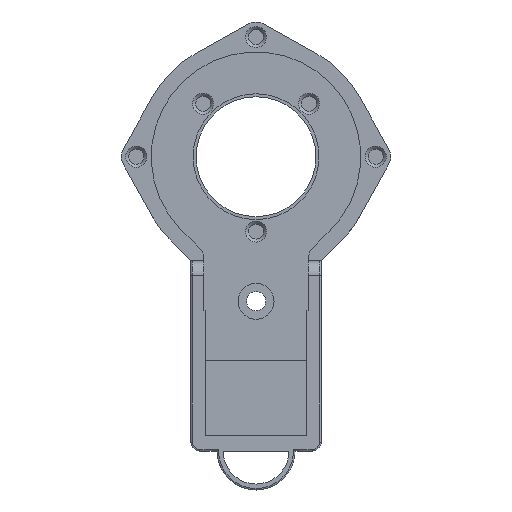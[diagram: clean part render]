
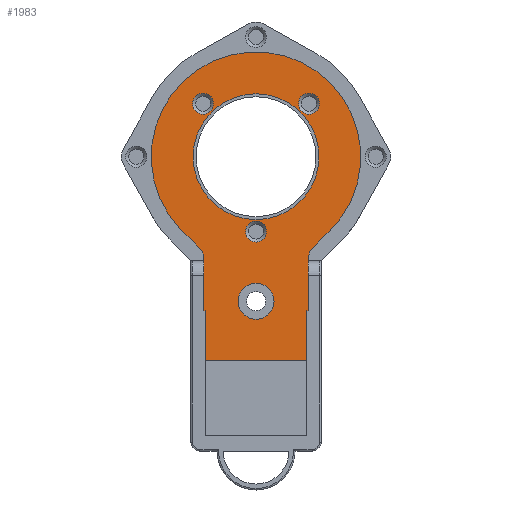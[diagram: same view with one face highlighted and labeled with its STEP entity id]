
A CAD part, left-side view. The second image highlights one B-rep face of the part: STEP entity #1983.
In plain terms, the highlighted face is planar.
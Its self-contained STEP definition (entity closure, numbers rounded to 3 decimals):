
#96=FACE_BOUND('',#343,.T.);
#97=FACE_BOUND('',#344,.T.);
#98=FACE_BOUND('',#345,.T.);
#99=FACE_BOUND('',#346,.T.);
#100=FACE_BOUND('',#347,.T.);
#126=PLANE('',#2184);
#211=FACE_OUTER_BOUND('',#342,.T.);
#342=EDGE_LOOP('',(#1535,#1536,#1537,#1538,#1539,#1540,#1541,#1542,#1543,
#1544,#1545,#1546));
#343=EDGE_LOOP('',(#1547));
#344=EDGE_LOOP('',(#1548));
#345=EDGE_LOOP('',(#1549));
#346=EDGE_LOOP('',(#1550));
#347=EDGE_LOOP('',(#1551));
#500=LINE('',#3234,#668);
#501=LINE('',#3238,#669);
#502=LINE('',#3242,#670);
#503=LINE('',#3244,#671);
#504=LINE('',#3246,#672);
#505=LINE('',#3248,#673);
#506=LINE('',#3250,#674);
#507=LINE('',#3252,#675);
#508=LINE('',#3254,#676);
#668=VECTOR('',#2585,10.);
#669=VECTOR('',#2588,10.);
#670=VECTOR('',#2591,10.);
#671=VECTOR('',#2592,10.);
#672=VECTOR('',#2593,10.);
#673=VECTOR('',#2594,10.);
#674=VECTOR('',#2595,10.);
#675=VECTOR('',#2596,10.);
#676=VECTOR('',#2597,10.);
#838=CIRCLE('',#2183,3.5);
#839=CIRCLE('',#2185,34.96);
#840=CIRCLE('',#2186,5.);
#841=CIRCLE('',#2187,5.);
#842=CIRCLE('',#2188,21.);
#843=CIRCLE('',#2189,3.5);
#844=CIRCLE('',#2190,3.5);
#845=CIRCLE('',#2191,6.);
#972=VERTEX_POINT('',#3228);
#973=VERTEX_POINT('',#3232);
#974=VERTEX_POINT('',#3233);
#975=VERTEX_POINT('',#3235);
#976=VERTEX_POINT('',#3237);
#977=VERTEX_POINT('',#3239);
#978=VERTEX_POINT('',#3241);
#979=VERTEX_POINT('',#3243);
#980=VERTEX_POINT('',#3245);
#981=VERTEX_POINT('',#3247);
#982=VERTEX_POINT('',#3249);
#983=VERTEX_POINT('',#3251);
#984=VERTEX_POINT('',#3253);
#985=VERTEX_POINT('',#3256);
#986=VERTEX_POINT('',#3258);
#987=VERTEX_POINT('',#3260);
#988=VERTEX_POINT('',#3262);
#1182=EDGE_CURVE('',#972,#972,#838,.T.);
#1184=EDGE_CURVE('',#973,#974,#500,.T.);
#1185=EDGE_CURVE('',#974,#975,#839,.T.);
#1186=EDGE_CURVE('',#975,#976,#501,.T.);
#1187=EDGE_CURVE('',#977,#976,#840,.F.);
#1188=EDGE_CURVE('',#977,#978,#502,.T.);
#1189=EDGE_CURVE('',#978,#979,#503,.T.);
#1190=EDGE_CURVE('',#979,#980,#504,.T.);
#1191=EDGE_CURVE('',#980,#981,#505,.T.);
#1192=EDGE_CURVE('',#981,#982,#506,.T.);
#1193=EDGE_CURVE('',#982,#983,#507,.T.);
#1194=EDGE_CURVE('',#983,#984,#508,.T.);
#1195=EDGE_CURVE('',#973,#984,#841,.F.);
#1196=EDGE_CURVE('',#985,#985,#842,.T.);
#1197=EDGE_CURVE('',#986,#986,#843,.T.);
#1198=EDGE_CURVE('',#987,#987,#844,.T.);
#1199=EDGE_CURVE('',#988,#988,#845,.T.);
#1535=ORIENTED_EDGE('',*,*,#1184,.T.);
#1536=ORIENTED_EDGE('',*,*,#1185,.T.);
#1537=ORIENTED_EDGE('',*,*,#1186,.T.);
#1538=ORIENTED_EDGE('',*,*,#1187,.F.);
#1539=ORIENTED_EDGE('',*,*,#1188,.T.);
#1540=ORIENTED_EDGE('',*,*,#1189,.T.);
#1541=ORIENTED_EDGE('',*,*,#1190,.T.);
#1542=ORIENTED_EDGE('',*,*,#1191,.T.);
#1543=ORIENTED_EDGE('',*,*,#1192,.T.);
#1544=ORIENTED_EDGE('',*,*,#1193,.T.);
#1545=ORIENTED_EDGE('',*,*,#1194,.T.);
#1546=ORIENTED_EDGE('',*,*,#1195,.F.);
#1547=ORIENTED_EDGE('',*,*,#1182,.F.);
#1548=ORIENTED_EDGE('',*,*,#1196,.T.);
#1549=ORIENTED_EDGE('',*,*,#1197,.F.);
#1550=ORIENTED_EDGE('',*,*,#1198,.F.);
#1551=ORIENTED_EDGE('',*,*,#1199,.T.);
#1983=ADVANCED_FACE('',(#211,#96,#97,#98,#99,#100),#126,.F.);
#2183=AXIS2_PLACEMENT_3D('',#3229,#2580,#2581);
#2184=AXIS2_PLACEMENT_3D('',#3231,#2583,#2584);
#2185=AXIS2_PLACEMENT_3D('',#3236,#2586,#2587);
#2186=AXIS2_PLACEMENT_3D('',#3240,#2589,#2590);
#2187=AXIS2_PLACEMENT_3D('',#3255,#2598,#2599);
#2188=AXIS2_PLACEMENT_3D('',#3257,#2600,#2601);
#2189=AXIS2_PLACEMENT_3D('',#3259,#2602,#2603);
#2190=AXIS2_PLACEMENT_3D('',#3261,#2604,#2605);
#2191=AXIS2_PLACEMENT_3D('',#3263,#2606,#2607);
#2580=DIRECTION('center_axis',(0.,0.,1.));
#2581=DIRECTION('ref_axis',(-1.,0.,0.));
#2583=DIRECTION('center_axis',(0.,0.,-1.));
#2584=DIRECTION('ref_axis',(1.,0.,0.));
#2585=DIRECTION('',(0.707,0.707,0.));
#2586=DIRECTION('center_axis',(0.,0.,1.));
#2587=DIRECTION('ref_axis',(-1.,0.,0.));
#2588=DIRECTION('',(0.707,-0.707,0.));
#2589=DIRECTION('center_axis',(0.,0.,-1.));
#2590=DIRECTION('ref_axis',(0.924,0.383,0.));
#2591=DIRECTION('',(0.,-1.,0.));
#2592=DIRECTION('',(1.,0.,0.));
#2593=DIRECTION('',(0.,-1.,0.));
#2594=DIRECTION('',(1.,0.,0.));
#2595=DIRECTION('',(0.,1.,0.));
#2596=DIRECTION('',(1.,0.,0.));
#2597=DIRECTION('',(0.,1.,0.));
#2598=DIRECTION('center_axis',(0.,0.,-1.));
#2599=DIRECTION('ref_axis',(-0.924,0.383,0.));
#2600=DIRECTION('center_axis',(0.,0.,-1.));
#2601=DIRECTION('ref_axis',(1.,0.,0.));
#2602=DIRECTION('center_axis',(0.,0.,1.));
#2603=DIRECTION('ref_axis',(-1.,0.,0.));
#2604=DIRECTION('center_axis',(0.,0.,1.));
#2605=DIRECTION('ref_axis',(-1.,0.,0.));
#2606=DIRECTION('center_axis',(0.,0.,-1.));
#2607=DIRECTION('ref_axis',(1.,0.,0.));
#3228=CARTESIAN_POINT('',(3.5,23.5,-5.));
#3229=CARTESIAN_POINT('Origin',(0.,23.5,-5.));
#3231=CARTESIAN_POINT('Origin',(-0.011,21.125,-5.));
#3232=CARTESIAN_POINT('',(18.914,17.986,-5.));
#3233=CARTESIAN_POINT('',(24.709,23.78,-5.));
#3234=CARTESIAN_POINT('',(26.255,25.326,-5.));
#3235=CARTESIAN_POINT('',(-25.468,24.539,-5.));
#3236=CARTESIAN_POINT('Origin',(-0.011,48.5,-5.));
#3237=CARTESIAN_POINT('',(-18.914,17.986,-5.));
#3238=CARTESIAN_POINT('',(-14.241,13.312,-5.));
#3239=CARTESIAN_POINT('',(-17.45,14.45,-5.));
#3240=CARTESIAN_POINT('Origin',(-22.45,14.45,-5.));
#3241=CARTESIAN_POINT('',(-17.45,-3.,-5.));
#3242=CARTESIAN_POINT('',(-17.45,9.062,-5.));
#3243=CARTESIAN_POINT('',(-16.95,-3.,-5.));
#3244=CARTESIAN_POINT('',(-8.481,-3.,-5.));
#3245=CARTESIAN_POINT('',(-16.95,-19.5,-5.));
#3246=CARTESIAN_POINT('',(-16.95,-11.713,-5.));
#3247=CARTESIAN_POINT('',(16.95,-19.5,-5.));
#3248=CARTESIAN_POINT('',(8.469,-19.5,-5.));
#3249=CARTESIAN_POINT('',(16.95,-3.,-5.));
#3250=CARTESIAN_POINT('',(16.95,9.062,-5.));
#3251=CARTESIAN_POINT('',(17.45,-3.,-5.));
#3252=CARTESIAN_POINT('',(8.719,-3.,-5.));
#3253=CARTESIAN_POINT('',(17.45,14.45,-5.));
#3254=CARTESIAN_POINT('',(17.45,18.823,-5.));
#3255=CARTESIAN_POINT('Origin',(22.45,14.45,-5.));
#3256=CARTESIAN_POINT('',(-21.,48.5,-5.));
#3257=CARTESIAN_POINT('Origin',(0.,48.5,-5.));
#3258=CARTESIAN_POINT('',(-14.178,66.178,-5.));
#3259=CARTESIAN_POINT('Origin',(-17.678,66.178,-5.));
#3260=CARTESIAN_POINT('',(21.178,66.178,-5.));
#3261=CARTESIAN_POINT('Origin',(17.678,66.178,-5.));
#3262=CARTESIAN_POINT('',(-6.,0.25,-5.));
#3263=CARTESIAN_POINT('Origin',(0.,0.25,
-5.));
